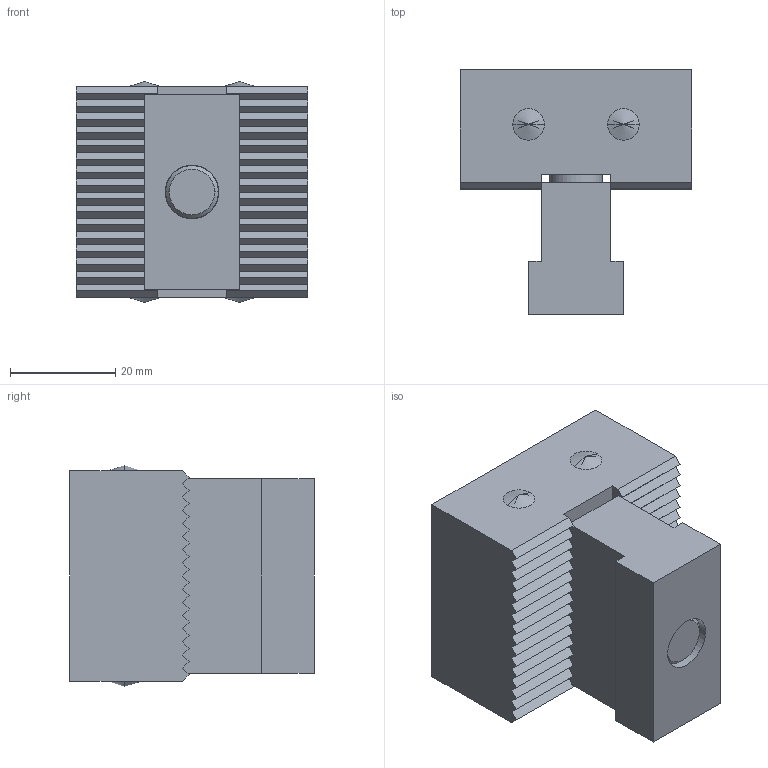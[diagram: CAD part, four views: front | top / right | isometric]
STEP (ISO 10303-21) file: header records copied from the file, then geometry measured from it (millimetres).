
FILE_DESCRIPTION(('STEP AP214'),'1');
FILE_NAME('HALDERV_EH_1586_020.stp','2017-08-30T11:18:16',('TraceParts'),('TraceParts S.A.'),'Spatial InterOp 3D',' ',' ');
FILE_SCHEMA(('automotive_design'));
Length unit declared in the file: millimetre
Products named in the file (7): HALDERV_EH_1586_020_1; HALDERV_EH_1586_020_2; HALDERV_EH_1586_020_3; HALDERV_EH_1586_020_4; HALDERV_EH_1586_020_5; HALDERV_EH_1586_020_6; HALDERV_EH_1586_020_7
Bounding box: 44 x 46.4 x 42 mm (x, y, z)
Volume: 51115.1 mm3; surface area: 15396.4 mm2
Topology: 7 solids, 7 shells, 119 faces, 317 edges, 207 vertices
Faces by surface type: plane 97, cylinder 10, cone 10, torus 2
Entity records: 4670 total; most frequent: CARTESIAN_POINT 642, ORIENTED_EDGE 618, DIRECTION 598, EDGE_CURVE 309, LINE 272, VECTOR 272, VERTEX_POINT 207, AXIS2_PLACEMENT_3D 163
